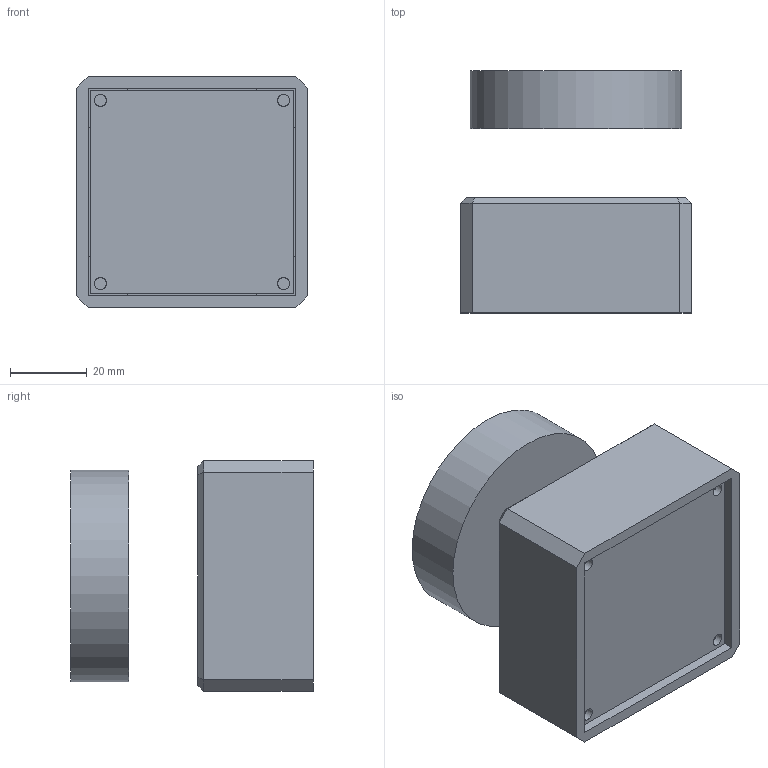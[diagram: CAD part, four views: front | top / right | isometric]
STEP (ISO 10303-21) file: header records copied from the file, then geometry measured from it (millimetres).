
FILE_DESCRIPTION(/* description */ (''),/* implementation_level */ '2;1');
FILE_NAME(/* name */ 'Knob Base Basic v2.step',/* time_stamp */ '2025-06-12T22:55:03-04:00',/* author */ (''),/* organization */ (''),/* preprocessor_version */ 'ST-DEVELOPER v20',/* originating_system */ 'Autodesk Translation Framework v13.14.0.145',/* authorisation */ '');
FILE_SCHEMA (('AUTOMOTIVE_DESIGN { 1 0 10303 214 3 1 1 }'));
Length unit declared in the file: millimetre
Products named in the file (1): Knob Base  Basic
Bounding box: 60 x 63 x 60 mm (x, y, z)
Volume: 60649 mm3; surface area: 37358.9 mm2
Topology: 3 solids, 6 shells, 92 faces, 200 edges, 127 vertices
Faces by surface type: plane 64, cylinder 19, cone 8, sphere 1
Full cylindrical faces by diameter (mm): 3 x4, 3.2 x4, 6 x1, 7 x1, 13 x1, 21 x3, 55 x1
Entity records: 2530 total; most frequent: DIRECTION 435, CARTESIAN_POINT 428, ORIENTED_EDGE 400, EDGE_CURVE 200, AXIS2_PLACEMENT_3D 146, LINE 143, VECTOR 143, VERTEX_POINT 127
